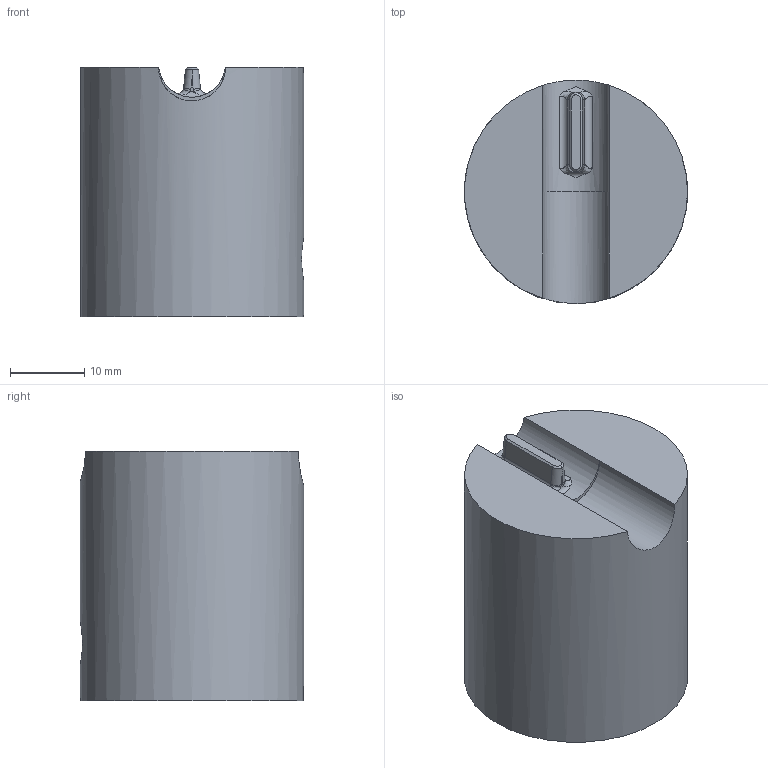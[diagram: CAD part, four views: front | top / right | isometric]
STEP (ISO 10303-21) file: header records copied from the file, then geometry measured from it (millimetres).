
FILE_DESCRIPTION(/* description */ ('Alibre Inc.'),/* implementation_level */ '2;1');
FILE_NAME(/* name */ 'export-1171E7A2-D57A-4B30-A7D8-A4C38043217C',/* time_stamp */ '2019-09-18T14:36:40+02:00',/* author */ (''),/* organization */ (''),/* preprocessor_version */ 'ST-DEVELOPER v17',/* originating_system */ 'Alibre',/* authorisation */ '');
FILE_SCHEMA (('CONFIG_CONTROL_DESIGN'));
Length unit declared in the file: centimetre
Products named in the file (1): ID_1
Bounding box: 30 x 30 x 33.5 mm (x, y, z)
Volume: 19220.7 mm3; surface area: 5520 mm2
Topology: 1 solids, 5 shells, 57 faces, 127 edges, 81 vertices
Faces by surface type: plane 22, cylinder 22, bspline 8, torus 4, cone 1
Full cylindrical faces by diameter (mm): 5.5 x2, 19 x1, 30 x1
Entity records: 3274 total; most frequent: CARTESIAN_POINT 2086, ORIENTED_EDGE 236, DIRECTION 181, EDGE_CURVE 118, AXIS2_PLACEMENT_3D 79, VERTEX_POINT 78, EDGE_LOOP 68, FACE_BOUND 68
